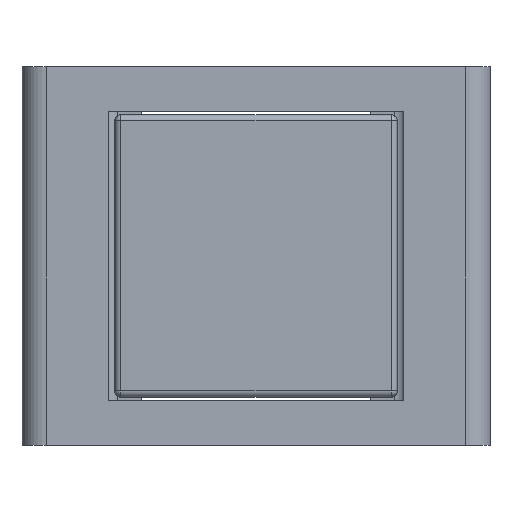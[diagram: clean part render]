
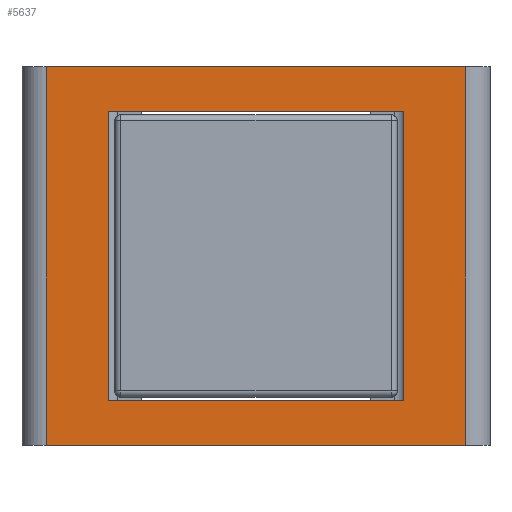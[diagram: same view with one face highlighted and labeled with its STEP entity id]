
A CAD part, top view. The second image highlights one B-rep face of the part: STEP entity #5637.
In plain terms, the highlighted planar face has unit normal (0, 0, 1).
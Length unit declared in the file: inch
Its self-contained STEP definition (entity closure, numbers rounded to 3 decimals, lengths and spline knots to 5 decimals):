
#122=FACE_BOUND('',#491,.T.);
#157=FACE_OUTER_BOUND('',#490,.T.);
#490=EDGE_LOOP('',(#3809,#3810,#3811,#3812));
#491=EDGE_LOOP('',(#3813,#3814,#3815,#3816));
#969=LINE('',#8156,#1662);
#1002=LINE('',#8234,#1695);
#1028=LINE('',#8285,#1721);
#1029=LINE('',#8288,#1722);
#1032=LINE('',#8295,#1725);
#1033=LINE('',#8296,#1726);
#1034=LINE('',#8297,#1727);
#1035=LINE('',#8298,#1728);
#1662=VECTOR('',#6490,0.3937);
#1695=VECTOR('',#6549,0.3937);
#1721=VECTOR('',#6583,0.3937);
#1722=VECTOR('',#6586,0.3937);
#1725=VECTOR('',#6593,0.3937);
#1726=VECTOR('',#6594,0.3937);
#1727=VECTOR('',#6595,0.3937);
#1728=VECTOR('',#6596,0.3937);
#2357=VERTEX_POINT('',#8153);
#2358=VERTEX_POINT('',#8155);
#2389=VERTEX_POINT('',#8231);
#2390=VERTEX_POINT('',#8233);
#2408=VERTEX_POINT('',#8278);
#2411=VERTEX_POINT('',#8283);
#2412=VERTEX_POINT('',#8287);
#2414=VERTEX_POINT('',#8294);
#2878=EDGE_CURVE('',#2358,#2357,#969,.T.);
#2917=EDGE_CURVE('',#2390,#2389,#1002,.T.);
#2945=EDGE_CURVE('',#2411,#2408,#1028,.T.);
#2946=EDGE_CURVE('',#2408,#2412,#1029,.T.);
#2950=EDGE_CURVE('',#2414,#2411,#1032,.T.);
#2951=EDGE_CURVE('',#2412,#2414,#1033,.T.);
#2952=EDGE_CURVE('',#2389,#2358,#1034,.T.);
#2953=EDGE_CURVE('',#2357,#2390,#1035,.T.);
#3809=ORIENTED_EDGE('',*,*,#2945,.F.);
#3810=ORIENTED_EDGE('',*,*,#2950,.F.);
#3811=ORIENTED_EDGE('',*,*,#2951,.F.);
#3812=ORIENTED_EDGE('',*,*,#2946,.F.);
#3813=ORIENTED_EDGE('',*,*,#2952,.T.);
#3814=ORIENTED_EDGE('',*,*,#2878,.T.);
#3815=ORIENTED_EDGE('',*,*,#2953,.T.);
#3816=ORIENTED_EDGE('',*,*,#2917,.T.);
#5386=PLANE('',#6001);
#5637=ADVANCED_FACE('',(#157,#122),#5386,.T.);
#6001=AXIS2_PLACEMENT_3D('',#8293,#6591,#6592);
#6490=DIRECTION('',(1.,0.,0.));
#6549=DIRECTION('',(-1.,0.,0.));
#6583=DIRECTION('',(0.,1.,0.));
#6586=DIRECTION('',(1.,0.,0.));
#6591=DIRECTION('center_axis',(0.,0.,1.));
#6592=DIRECTION('ref_axis',(-1.,0.,0.));
#6593=DIRECTION('',(-1.,0.,0.));
#6594=DIRECTION('',(0.,-1.,0.));
#6595=DIRECTION('',(0.,1.,0.));
#6596=DIRECTION('',(0.,-1.,0.));
#8153=CARTESIAN_POINT('',(0.24016,0.23622,0.75709));
#8155=CARTESIAN_POINT('',(-0.24016,0.23622,0.75709));
#8156=CARTESIAN_POINT('',(-0.12008,0.23622,0.75709));
#8231=CARTESIAN_POINT('',(-0.24016,-0.23622,0.75709));
#8233=CARTESIAN_POINT('',(0.24016,-0.23622,0.75709));
#8234=CARTESIAN_POINT('',(0.12008,-0.23622,0.75709));
#8278=CARTESIAN_POINT('',(-0.34252,0.30906,0.75709));
#8283=CARTESIAN_POINT('',(-0.34252,-0.30906,0.75709));
#8285=CARTESIAN_POINT('',(-0.34252,-0.15453,0.75709));
#8287=CARTESIAN_POINT('',(0.34252,0.30906,0.75709));
#8288=CARTESIAN_POINT('',(-0.38189,0.30906,0.75709));
#8293=CARTESIAN_POINT('Origin',(0.,0.,
0.75709));
#8294=CARTESIAN_POINT('',(0.34252,-0.30906,0.75709));
#8295=CARTESIAN_POINT('',(0.38189,-0.30906,0.75709));
#8296=CARTESIAN_POINT('',(0.34252,0.15453,0.75709));
#8297=CARTESIAN_POINT('',(-0.24016,-0.11811,0.75709));
#8298=CARTESIAN_POINT('',(0.24016,0.11811,0.75709));
